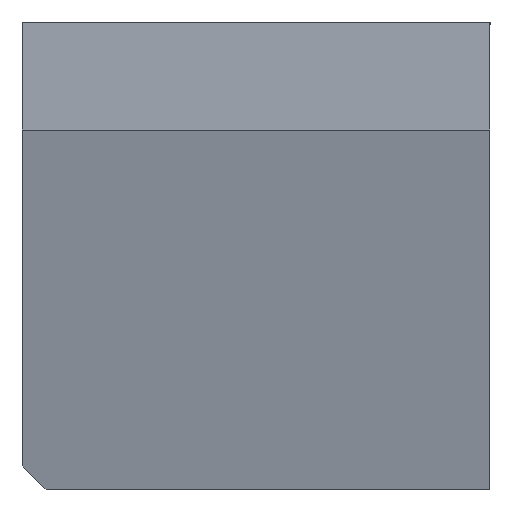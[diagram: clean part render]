
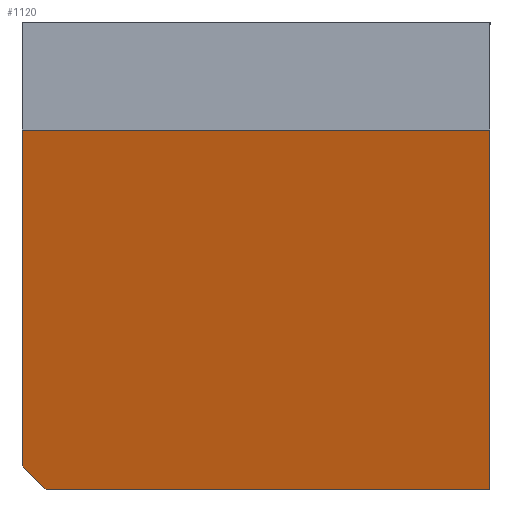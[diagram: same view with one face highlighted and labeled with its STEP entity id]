
A CAD part, left-side view. The second image highlights one B-rep face of the part: STEP entity #1120.
In plain terms, the highlighted planar face has unit normal (-0.943, 0.334, 0).
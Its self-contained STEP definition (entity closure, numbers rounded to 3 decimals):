
#1120=ADVANCED_FACE('NONE',(#2758),#2759,.F.);
#2758=FACE_OUTER_BOUND('',#4891,.T.);
#2759=PLANE('',#4892);
#4891=EDGE_LOOP('',(#9265,#9266,#9267,#9268,#9269));
#4892=AXIS2_PLACEMENT_3D('',#9270,#9271,#9272);
#9265=ORIENTED_EDGE('',*,*,#14622,.T.);
#9266=ORIENTED_EDGE('',*,*,#15078,.T.);
#9267=ORIENTED_EDGE('',*,*,#15079,.T.);
#9268=ORIENTED_EDGE('',*,*,#14594,.F.);
#9269=ORIENTED_EDGE('',*,*,#15080,.T.);
#9270=CARTESIAN_POINT('',(-6.916,-19.5,39.0));
#9271=DIRECTION('',(0.942,-0.334,0.0));
#9272=DIRECTION('',(0.0,0.0,-1.0));
#14594=EDGE_CURVE('NONE',#18339,#18341,#18342,.T.);
#14622=EDGE_CURVE('NONE',#18375,#18373,#18376,.T.);
#15078=EDGE_CURVE('NONE',#18373,#19134,#19135,.T.);
#15079=EDGE_CURVE('NONE',#19134,#18341,#19136,.T.);
#15080=EDGE_CURVE('NONE',#18339,#18375,#19137,.T.);
#18339=VERTEX_POINT('NONE',#23511);
#18341=VERTEX_POINT('NONE',#23514);
#18342=LINE('',#23515,#23516);
#18373=VERTEX_POINT('NONE',#23553);
#18375=VERTEX_POINT('NONE',#23556);
#18376=LINE('',#23557,#23558);
#19134=VERTEX_POINT('NONE',#24768);
#19135=LINE('',#24769,#24770);
#19136=LINE('',#24771,#24772);
#19137=LINE('',#24773,#24774);
#23511=CARTESIAN_POINT('',(-6.916,-19.5,30.0));
#23514=CARTESIAN_POINT('',(-6.916,-19.5,0.0));
#23515=CARTESIAN_POINT('',(-6.916,-19.5,39.0));
#23516=VECTOR('',#27302,1000.0);
#23553=CARTESIAN_POINT('',(6.916,19.5,2.));
#23556=CARTESIAN_POINT('',(6.916,19.5,30.0));
#23557=CARTESIAN_POINT('',(6.916,19.5,39.0));
#23558=VECTOR('',#27364,1000.0);
#24768=CARTESIAN_POINT('',(6.207,17.5,0.0));
#24769=CARTESIAN_POINT('',(6.916,19.5,2.0));
#24770=VECTOR('',#27823,1000.0);
#24771=CARTESIAN_POINT('',(-6.916,-19.5,0.0));
#24772=VECTOR('',#27824,1000.0);
#24773=CARTESIAN_POINT('',(-6.916,-19.5,30.0));
#24774=VECTOR('',#27825,1000.0);
#27302=DIRECTION('',(-0.0,-0.0,-1.0));
#27364=DIRECTION('',(-0.0,-0.0,-1.0));
#27823=DIRECTION('',(-0.243,-0.686,-0.686));
#27824=DIRECTION('',(-0.334,-0.942,-0.0));
#27825=DIRECTION('',(0.334,0.942,0.0));
